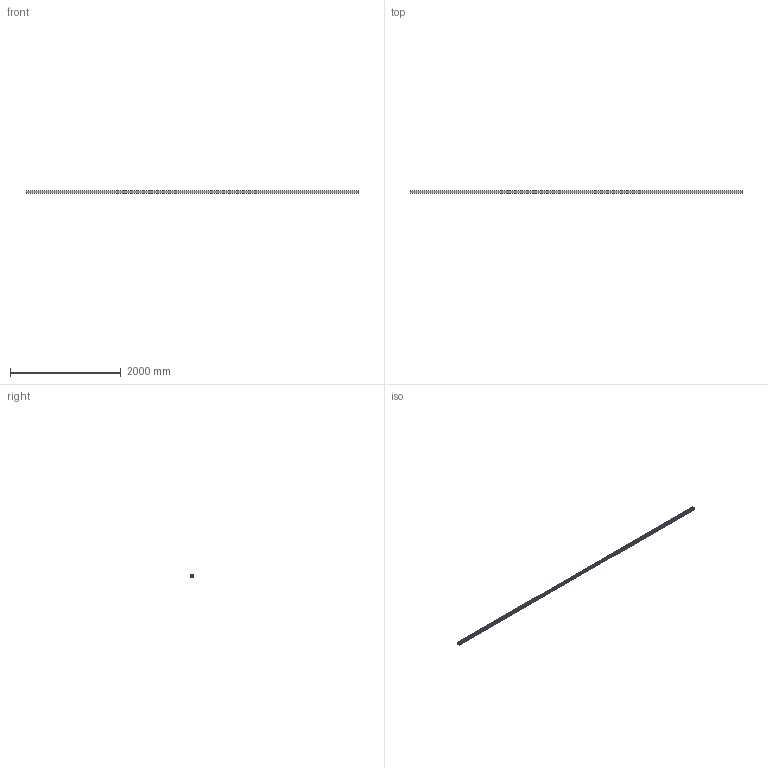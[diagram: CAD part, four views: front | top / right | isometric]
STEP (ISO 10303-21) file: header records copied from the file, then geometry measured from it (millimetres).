
FILE_DESCRIPTION (( 'STEP AP214' ), '1' );
FILE_NAME ('201022_Profil 45x45L 2N90 Nut 10.STEP', '2019-02-04T09:25:05', ( '' ), ( '' ), 'SwSTEP 2.0', 'SolidWorks 2017', '' );
FILE_SCHEMA (( 'AUTOMOTIVE_DESIGN' ));
Length unit declared in the file: millimetre
Products named in the file (1): 201022_Profil 45x45L 2N90 Nut 10
Bounding box: 6000 x 45 x 45 mm (x, y, z)
Volume: 3646000.1 mm3; surface area: 3812535.6 mm2
Topology: 1 solids, 1 shells, 236 faces, 702 edges, 468 vertices
Faces by surface type: cylinder 138, plane 98
Entity records: 8084 total; most frequent: DIRECTION 1452, CARTESIAN_POINT 1407, ORIENTED_EDGE 1404, EDGE_CURVE 702, AXIS2_PLACEMENT_3D 513, VERTEX_POINT 468, LINE 426, VECTOR 426
